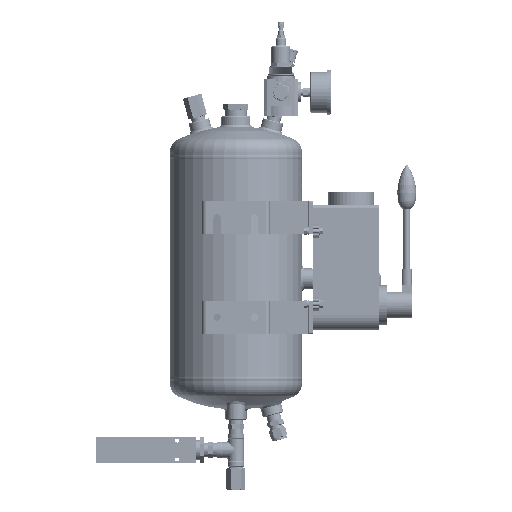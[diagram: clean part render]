
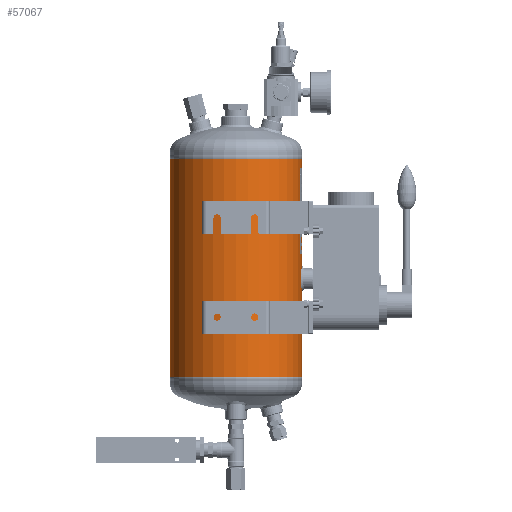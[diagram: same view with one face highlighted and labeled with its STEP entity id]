
A CAD part, left-side view. The second image highlights one B-rep face of the part: STEP entity #57067.
In plain terms, the highlighted cylindrical face has radius 100 mm (diameter 200 mm), a partial arc.
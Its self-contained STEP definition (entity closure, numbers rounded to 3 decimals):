
#3775=LINE('',#89963,#7537);
#3776=LINE('',#89968,#7538);
#3777=LINE('',#89972,#7539);
#3778=LINE('',#89976,#7540);
#7537=VECTOR('',#74376,1000.);
#7538=VECTOR('',#74379,1000.);
#7539=VECTOR('',#74382,1000.);
#7540=VECTOR('',#74385,1000.);
#11299=CIRCLE('',#68497,100.);
#11300=CIRCLE('',#68498,100.);
#11301=CIRCLE('',#68499,100.);
#11302=CIRCLE('',#68500,100.);
#13317=ORIENTED_EDGE('',*,*,#30311,.T.);
#13318=ORIENTED_EDGE('',*,*,#30312,.T.);
#13319=ORIENTED_EDGE('',*,*,#30313,.T.);
#13320=ORIENTED_EDGE('',*,*,#30314,.F.);
#13321=ORIENTED_EDGE('',*,*,#30315,.F.);
#13322=ORIENTED_EDGE('',*,*,#30316,.F.);
#13323=ORIENTED_EDGE('',*,*,#30317,.F.);
#13324=ORIENTED_EDGE('',*,*,#30318,.T.);
#13325=ORIENTED_EDGE('',*,*,#30319,.T.);
#13326=ORIENTED_EDGE('',*,*,#30320,.F.);
#13327=ORIENTED_EDGE('',*,*,#30321,.F.);
#30311=EDGE_CURVE('',#38808,#38808,#44731,.T.);
#30312=EDGE_CURVE('',#38809,#38809,#44732,.T.);
#30313=EDGE_CURVE('',#38810,#38810,#44733,.T.);
#30314=EDGE_CURVE('',#38811,#38812,#3775,.T.);
#30315=EDGE_CURVE('',#38813,#38811,#11299,.T.);
#30316=EDGE_CURVE('',#38814,#38813,#3776,.F.);
#30317=EDGE_CURVE('',#38815,#38814,#11300,.T.);
#30318=EDGE_CURVE('',#38815,#38816,#3777,.T.);
#30319=EDGE_CURVE('',#38816,#38817,#11301,.T.);
#30320=EDGE_CURVE('',#38818,#38817,#3778,.T.);
#30321=EDGE_CURVE('',#38812,#38818,#11302,.T.);
#38808=VERTEX_POINT('',#89938);
#38809=VERTEX_POINT('',#89950);
#38810=VERTEX_POINT('',#89962);
#38811=VERTEX_POINT('',#89964);
#38812=VERTEX_POINT('',#89965);
#38813=VERTEX_POINT('',#89967);
#38814=VERTEX_POINT('',#89969);
#38815=VERTEX_POINT('',#89971);
#38816=VERTEX_POINT('',#89973);
#38817=VERTEX_POINT('',#89975);
#38818=VERTEX_POINT('',#89977);
#44731=B_SPLINE_CURVE_WITH_KNOTS('',3,(#89919,#89920,#89921,#89922,#89923,
#89924,#89925,#89926,#89927,#89928,#89929,#89930,#89931,#89932,#89933,#89934,
#89935,#89936,#89937),.UNSPECIFIED.,.T.,.F.,(1,1,1,1,1,1,1,1,1,1,1,1,1,
1,1,1,1,1,1,1,1,1,1),(-0.018,-0.012,-0.006,
0.,0.006,0.012,0.018,0.023,
0.029,0.035,0.041,0.047,
0.053,0.059,0.065,0.07,
0.076,0.082,0.088,0.094,
0.1,0.106,0.112),.UNSPECIFIED.);
#44732=B_SPLINE_CURVE_WITH_KNOTS('',3,(#89939,#89940,#89941,#89942,#89943,
#89944,#89945,#89946,#89947,#89948,#89949),.UNSPECIFIED.,.T.,.F.,(1,1,1,
1,1,1,1,1,1,1,1,1,1,1,1),(-0.012,-0.008,-0.004,
0.,0.004,0.008,0.012,
0.016,0.02,0.023,0.027,
0.031,0.035,0.039,0.043),
 .UNSPECIFIED.);
#44733=B_SPLINE_CURVE_WITH_KNOTS('',3,(#89951,#89952,#89953,#89954,#89955,
#89956,#89957,#89958,#89959,#89960,#89961),.UNSPECIFIED.,.T.,.F.,(1,1,1,
1,1,1,1,1,1,1,1,1,1,1,1),(-0.012,-0.008,-0.004,
0.,0.004,0.008,0.012,
0.016,0.02,0.023,0.027,
0.031,0.035,0.039,0.043),
 .UNSPECIFIED.);
#47088=EDGE_LOOP('',(#13317));
#47089=EDGE_LOOP('',(#13318));
#47090=EDGE_LOOP('',(#13319));
#47091=EDGE_LOOP('',(#13320,#13321,#13322,#13323,#13324,#13325,#13326,#13327));
#51643=FACE_BOUND('',#47088,.T.);
#51644=FACE_BOUND('',#47089,.T.);
#51645=FACE_BOUND('',#47090,.T.);
#51646=FACE_BOUND('',#47091,.T.);
#56198=CYLINDRICAL_SURFACE('',#68496,100.);
#57067=ADVANCED_FACE('',(#51643,#51644,#51645,#51646),#56198,.T.);
#68496=AXIS2_PLACEMENT_3D('',#89918,#74374,#74375);
#68497=AXIS2_PLACEMENT_3D('',#89966,#74377,#74378);
#68498=AXIS2_PLACEMENT_3D('',#89970,#74380,#74381);
#68499=AXIS2_PLACEMENT_3D('',#89974,#74383,#74384);
#68500=AXIS2_PLACEMENT_3D('',#89978,#74386,#74387);
#74374=DIRECTION('',(0.,-1.,0.));
#74375=DIRECTION('',(0.,0.,-1.));
#74376=DIRECTION('',(0.,-1.,0.));
#74377=DIRECTION('',(0.,1.,0.));
#74378=DIRECTION('',(1.,0.,0.));
#74379=DIRECTION('',(0.,-1.,0.));
#74380=DIRECTION('',(0.,-1.,0.));
#74381=DIRECTION('',(1.,0.,0.));
#74382=DIRECTION('',(0.,-1.,0.));
#74383=DIRECTION('',(0.,1.,0.));
#74384=DIRECTION('',(1.,0.,0.));
#74385=DIRECTION('',(0.,-1.,0.));
#74386=DIRECTION('',(0.,-1.,0.));
#74387=DIRECTION('',(1.,0.,0.));
#89918=CARTESIAN_POINT('',(0.,330.,0.));
#89919=CARTESIAN_POINT('',(-98.994,187.429,14.208));
#89920=CARTESIAN_POINT('',(-98.806,181.503,15.395));
#89921=CARTESIAN_POINT('',(-98.993,175.608,14.214));
#89922=CARTESIAN_POINT('',(-99.436,170.625,10.88));
#89923=CARTESIAN_POINT('',(-99.878,167.295,5.9));
#89924=CARTESIAN_POINT('',(-100.061,166.117,0.009));
#89925=CARTESIAN_POINT('',(-99.879,167.288,-5.887));
#89926=CARTESIAN_POINT('',(-99.437,170.623,-10.879));
#89927=CARTESIAN_POINT('',(-98.992,175.61,-14.215));
#89928=CARTESIAN_POINT('',(-98.807,181.503,-15.391));
#89929=CARTESIAN_POINT('',(-98.992,187.396,-14.219));
#89930=CARTESIAN_POINT('',(-99.435,192.379,-10.892));
#89931=CARTESIAN_POINT('',(-99.877,195.718,-5.914));
#89932=CARTESIAN_POINT('',(-100.061,196.901,-0.013));
#89933=CARTESIAN_POINT('',(-99.878,195.728,5.889));
#89934=CARTESIAN_POINT('',(-99.437,192.395,10.874));
#89935=CARTESIAN_POINT('',(-98.994,187.429,14.208));
#89936=CARTESIAN_POINT('',(-98.806,181.503,15.395));
#89937=CARTESIAN_POINT('',(-98.993,175.608,14.214));
#89938=CARTESIAN_POINT('',(-98.869,181.508,15.));
#89939=CARTESIAN_POINT('',(3.922,158.915,-99.937));
#89940=CARTESIAN_POINT('',(-0.001,160.542,-100.031));
#89941=CARTESIAN_POINT('',(-3.918,158.916,-99.937));
#89942=CARTESIAN_POINT('',(-5.54,155.004,-99.844));
#89943=CARTESIAN_POINT('',(-3.921,151.083,-99.937));
#89944=CARTESIAN_POINT('',(-0.001,149.46,-100.031));
#89945=CARTESIAN_POINT('',(3.913,151.078,-99.938));
#89946=CARTESIAN_POINT('',(5.541,154.994,-99.844));
#89947=CARTESIAN_POINT('',(3.922,158.915,-99.937));
#89948=CARTESIAN_POINT('',(-0.001,160.542,-100.031));
#89949=CARTESIAN_POINT('',(-3.918,158.916,-99.937));
#89950=CARTESIAN_POINT('',(0.,160.,-100.));
#89951=CARTESIAN_POINT('',(3.922,48.915,-99.937));
#89952=CARTESIAN_POINT('',(-0.001,50.542,-100.031));
#89953=CARTESIAN_POINT('',(-3.918,48.916,-99.937));
#89954=CARTESIAN_POINT('',(-5.54,45.004,-99.844));
#89955=CARTESIAN_POINT('',(-3.921,41.083,-99.937));
#89956=CARTESIAN_POINT('',(-0.001,39.46,-100.031));
#89957=CARTESIAN_POINT('',(3.913,41.078,-99.938));
#89958=CARTESIAN_POINT('',(5.541,44.994,-99.844));
#89959=CARTESIAN_POINT('',(3.922,48.915,-99.937));
#89960=CARTESIAN_POINT('',(-0.001,50.542,-100.031));
#89961=CARTESIAN_POINT('',(-3.918,48.916,-99.937));
#89962=CARTESIAN_POINT('',(0.,50.,-100.));
#89963=CARTESIAN_POINT('',(-0.241,165.,100.));
#89964=CARTESIAN_POINT('',(-0.241,330.,100.));
#89965=CARTESIAN_POINT('',(-0.241,265.,100.));
#89966=CARTESIAN_POINT('',(0.,330.,0.));
#89967=CARTESIAN_POINT('',(0.241,330.,100.));
#89968=CARTESIAN_POINT('',(0.241,165.,100.));
#89969=CARTESIAN_POINT('',(0.241,265.,100.));
#89970=CARTESIAN_POINT('',(0.,265.,0.));
#89971=CARTESIAN_POINT('',(0.254,265.,100.));
#89972=CARTESIAN_POINT('',(0.254,265.,100.));
#89973=CARTESIAN_POINT('',(0.254,0.,100.));
#89974=CARTESIAN_POINT('',(0.,0.,0.));
#89975=CARTESIAN_POINT('',(-0.254,0.,100.));
#89976=CARTESIAN_POINT('',(-0.254,265.,100.));
#89977=CARTESIAN_POINT('',(-0.254,265.,100.));
#89978=CARTESIAN_POINT('',(0.,265.,0.));
